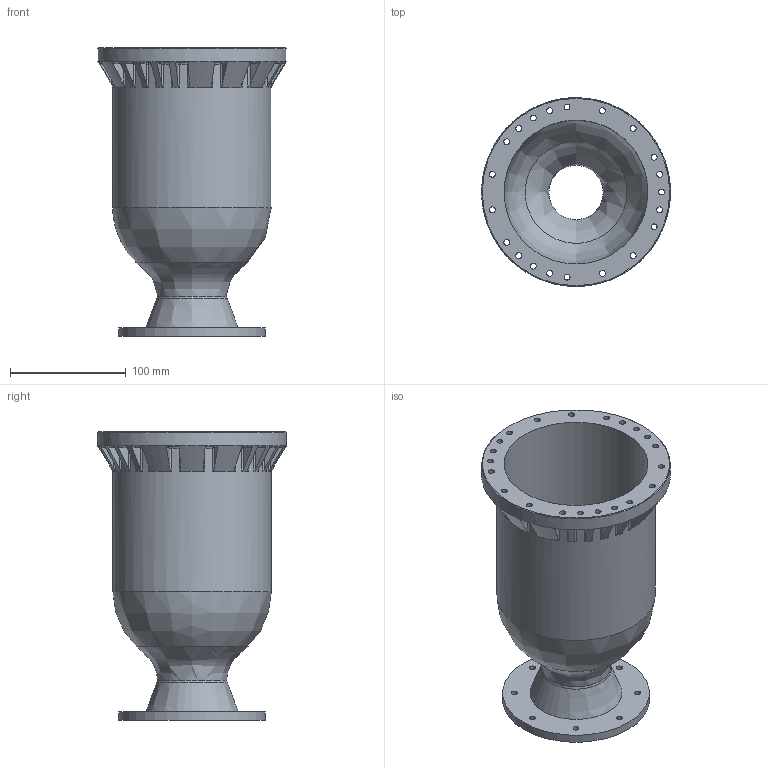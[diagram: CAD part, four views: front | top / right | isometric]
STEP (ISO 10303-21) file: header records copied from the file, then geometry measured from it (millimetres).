
FILE_DESCRIPTION(/* description */ (''),/* implementation_level */ '2;1');
FILE_NAME(/* name */ 'chamber_printable.stp',/* time_stamp */ '2026-02-15T19:50:46-05:00',/* author */ (''),/* organization */ (''),/* preprocessor_version */ 'ST-DEVELOPER v18.102',/* originating_system */ 'SIEMENS PLM Software NX 2027',/* authorisation */ '');
FILE_SCHEMA (('AUTOMOTIVE_DESIGN { 1 0 10303 214 3 1 1 1 }'));
Length unit declared in the file: inch
Products named in the file (1): chamber_printable_objects
Bounding box: 163.31 x 163.21 x 250 mm (x, y, z)
Volume: 738496.3 mm3; surface area: 222757.7 mm2
Topology: 1 solids, 1 shells, 255 faces, 674 edges, 422 vertices
Faces by surface type: cylinder 75, plane 66, bspline 50, extrusion 42, cone 22
Full cylindrical faces by diameter (mm): 5.105 x29, 124.46 x1, 127 x1, 137.16 x1, 163.322 x1
Entity records: 11847 total; most frequent: CARTESIAN_POINT 6263, ORIENTED_EDGE 1238, DIRECTION 926, EDGE_CURVE 619, VERTEX_POINT 409, EDGE_LOOP 358, AXIS2_PLACEMENT_3D 337, ADVANCED_FACE 255
